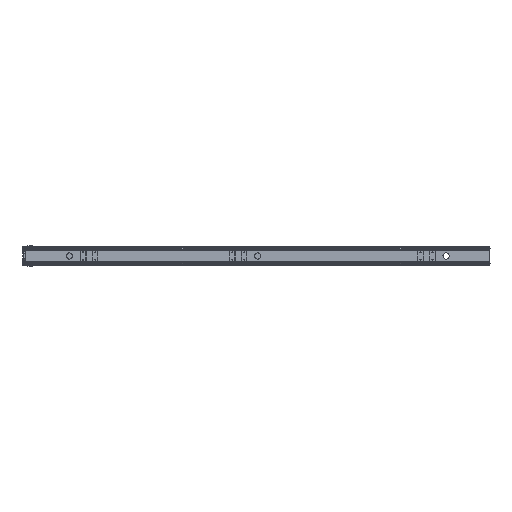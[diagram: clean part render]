
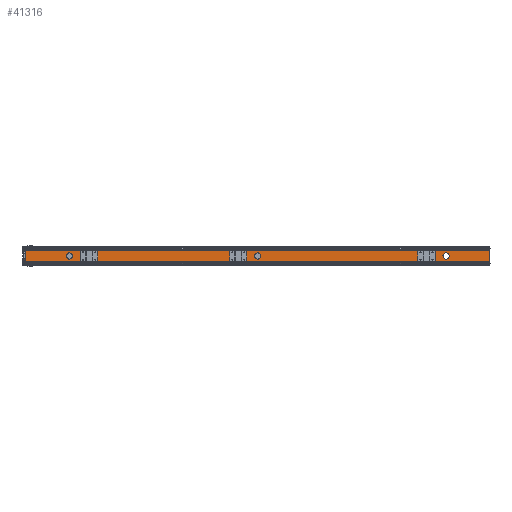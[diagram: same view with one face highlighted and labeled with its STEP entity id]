
A CAD part, left-side view. The second image highlights one B-rep face of the part: STEP entity #41316.
In plain terms, the highlighted face is planar.
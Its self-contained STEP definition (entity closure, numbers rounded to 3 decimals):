
#689=FACE_BOUND('',#6326,.T.);
#690=FACE_BOUND('',#6327,.T.);
#691=FACE_BOUND('',#6328,.T.);
#692=FACE_BOUND('',#6329,.T.);
#693=FACE_BOUND('',#6330,.T.);
#1979=PLANE('',#44490);
#3990=FACE_OUTER_BOUND('',#6325,.T.);
#6325=EDGE_LOOP('',(#34717,#34718,#34719,#34720));
#6326=EDGE_LOOP('',(#34721,#34722,#34723,#34724));
#6327=EDGE_LOOP('',(#34725,#34726,#34727,#34728));
#6328=EDGE_LOOP('',(#34729));
#6329=EDGE_LOOP('',(#34730));
#6330=EDGE_LOOP('',(#34731));
#10142=LINE('',#64528,#15033);
#10146=LINE('',#64536,#15037);
#10149=LINE('',#64542,#15040);
#10152=LINE('',#64547,#15043);
#10154=LINE('',#64553,#15045);
#10158=LINE('',#64561,#15049);
#10161=LINE('',#64567,#15052);
#10164=LINE('',#64572,#15055);
#10184=LINE('',#64633,#15075);
#10202=LINE('',#64677,#15093);
#10203=LINE('',#64679,#15094);
#10204=LINE('',#64681,#15095);
#15033=VECTOR('',#52319,10.);
#15037=VECTOR('',#52325,10.);
#15040=VECTOR('',#52330,10.);
#15043=VECTOR('',#52335,10.);
#15045=VECTOR('',#52341,10.);
#15049=VECTOR('',#52347,10.);
#15052=VECTOR('',#52352,10.);
#15055=VECTOR('',#52357,10.);
#15075=VECTOR('',#52423,10.);
#15093=VECTOR('',#52469,10.);
#15094=VECTOR('',#52472,10.);
#15095=VECTOR('',#52475,10.);
#17483=CIRCLE('',#44453,14.);
#17485=CIRCLE('',#44456,14.);
#17487=CIRCLE('',#44459,14.);
#20056=VERTEX_POINT('',#64526);
#20057=VERTEX_POINT('',#64527);
#20060=VERTEX_POINT('',#64535);
#20062=VERTEX_POINT('',#64541);
#20064=VERTEX_POINT('',#64551);
#20065=VERTEX_POINT('',#64552);
#20068=VERTEX_POINT('',#64560);
#20070=VERTEX_POINT('',#64566);
#20072=VERTEX_POINT('',#64576);
#20074=VERTEX_POINT('',#64582);
#20076=VERTEX_POINT('',#64588);
#20087=VERTEX_POINT('',#64618);
#20088=VERTEX_POINT('',#64622);
#20099=VERTEX_POINT('',#64662);
#20100=VERTEX_POINT('',#64666);
#25152=EDGE_CURVE('',#20056,#20057,#10142,.T.);
#25156=EDGE_CURVE('',#20060,#20056,#10146,.T.);
#25159=EDGE_CURVE('',#20062,#20060,#10149,.T.);
#25162=EDGE_CURVE('',#20057,#20062,#10152,.T.);
#25164=EDGE_CURVE('',#20064,#20065,#10154,.T.);
#25168=EDGE_CURVE('',#20068,#20064,#10158,.T.);
#25171=EDGE_CURVE('',#20070,#20068,#10161,.T.);
#25174=EDGE_CURVE('',#20065,#20070,#10164,.T.);
#25176=EDGE_CURVE('',#20072,#20072,#17483,.T.);
#25179=EDGE_CURVE('',#20074,#20074,#17485,.T.);
#25182=EDGE_CURVE('',#20076,#20076,#17487,.T.);
#25204=EDGE_CURVE('',#20088,#20087,#10184,.T.);
#25226=EDGE_CURVE('',#20099,#20100,#10202,.T.);
#25227=EDGE_CURVE('',#20088,#20100,#10203,.T.);
#25228=EDGE_CURVE('',#20087,#20099,#10204,.T.);
#34717=ORIENTED_EDGE('',*,*,#25204,.T.);
#34718=ORIENTED_EDGE('',*,*,#25228,.T.);
#34719=ORIENTED_EDGE('',*,*,#25226,.T.);
#34720=ORIENTED_EDGE('',*,*,#25227,.F.);
#34721=ORIENTED_EDGE('',*,*,#25152,.T.);
#34722=ORIENTED_EDGE('',*,*,#25162,.T.);
#34723=ORIENTED_EDGE('',*,*,#25159,.T.);
#34724=ORIENTED_EDGE('',*,*,#25156,.T.);
#34725=ORIENTED_EDGE('',*,*,#25164,.T.);
#34726=ORIENTED_EDGE('',*,*,#25174,.T.);
#34727=ORIENTED_EDGE('',*,*,#25171,.T.);
#34728=ORIENTED_EDGE('',*,*,#25168,.T.);
#34729=ORIENTED_EDGE('',*,*,#25176,.T.);
#34730=ORIENTED_EDGE('',*,*,#25179,.T.);
#34731=ORIENTED_EDGE('',*,*,#25182,.T.);
#41316=ADVANCED_FACE('',(#3990,#689,#690,#691,#692,#693),#1979,.T.);
#44453=AXIS2_PLACEMENT_3D('',#64577,#52363,#52364);
#44456=AXIS2_PLACEMENT_3D('',#64583,#52370,#52371);
#44459=AXIS2_PLACEMENT_3D('',#64589,#52377,#52378);
#44490=AXIS2_PLACEMENT_3D('',#64682,#52476,#52477);
#52319=DIRECTION('',(0.,0.,-1.));
#52325=DIRECTION('',(-1.,0.,0.));
#52330=DIRECTION('',(0.,0.,1.));
#52335=DIRECTION('',(1.,0.,0.));
#52341=DIRECTION('',(0.,0.,-1.));
#52347=DIRECTION('',(-1.,0.,0.));
#52352=DIRECTION('',(0.,0.,1.));
#52357=DIRECTION('',(1.,0.,0.));
#52363=DIRECTION('center_axis',(0.,-1.,0.));
#52364=DIRECTION('ref_axis',(-1.,0.,0.));
#52370=DIRECTION('center_axis',(0.,-1.,0.));
#52371=DIRECTION('ref_axis',(-1.,0.,0.));
#52377=DIRECTION('center_axis',(0.,-1.,0.));
#52378=DIRECTION('ref_axis',(-1.,0.,0.));
#52423=DIRECTION('',(-1.,0.,0.));
#52469=DIRECTION('',(1.,0.,0.));
#52472=DIRECTION('',(0.,0.,1.));
#52475=DIRECTION('',(0.,0.,1.));
#52476=DIRECTION('center_axis',(0.,1.,0.));
#52477=DIRECTION('ref_axis',(0.,0.,1.));
#64526=CARTESIAN_POINT('',(-1870.5,0.8,2.75));
#64527=CARTESIAN_POINT('',(-1870.5,0.8,-2.75));
#64528=CARTESIAN_POINT('',(-1870.5,0.8,8.375));
#64535=CARTESIAN_POINT('',(-1870.,0.8,2.75));
#64536=CARTESIAN_POINT('',(-1465.,0.8,2.75));
#64541=CARTESIAN_POINT('',(-1870.,0.8,-2.75));
#64542=CARTESIAN_POINT('',(-1870.,0.8,5.625));
#64547=CARTESIAN_POINT('',(-1465.25,0.8,-2.75));
#64551=CARTESIAN_POINT('',(-250.5,0.8,2.75));
#64552=CARTESIAN_POINT('',(-250.5,0.8,-2.75));
#64553=CARTESIAN_POINT('',(-250.5,0.8,8.375));
#64560=CARTESIAN_POINT('',(-250.,0.8,2.75));
#64561=CARTESIAN_POINT('',(-655.,0.8,2.75));
#64566=CARTESIAN_POINT('',(-250.,0.8,-2.75));
#64567=CARTESIAN_POINT('',(-250.,0.8,5.625));
#64572=CARTESIAN_POINT('',(-655.25,0.8,-2.75));
#64576=CARTESIAN_POINT('',(-1906.,0.8,0.));
#64577=CARTESIAN_POINT('Origin',(-1920.,0.8,0.));
#64582=CARTESIAN_POINT('',(-1046.,0.8,0.));
#64583=CARTESIAN_POINT('Origin',(-1060.,0.8,0.));
#64588=CARTESIAN_POINT('',(-186.,0.8,0.));
#64589=CARTESIAN_POINT('Origin',(-200.,0.8,0.));
#64618=CARTESIAN_POINT('',(-2120.,0.8,-26.4));
#64622=CARTESIAN_POINT('',(0.,0.8,-26.4));
#64633=CARTESIAN_POINT('',(-530.,0.8,-26.4));
#64662=CARTESIAN_POINT('',(-2120.,0.8,26.4));
#64666=CARTESIAN_POINT('',(0.,0.8,26.4));
#64677=CARTESIAN_POINT('',(-530.,0.8,26.4));
#64679=CARTESIAN_POINT('',(0.,0.8,28.));
#64681=CARTESIAN_POINT('',(-2120.,0.8,0.));
#64682=CARTESIAN_POINT('Origin',(-1060.,0.8,14.));
